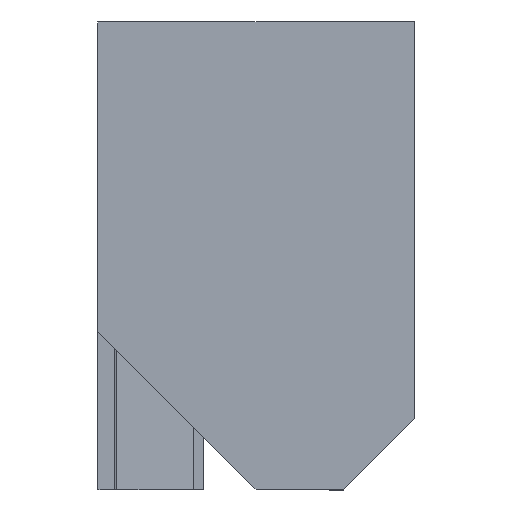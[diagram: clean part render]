
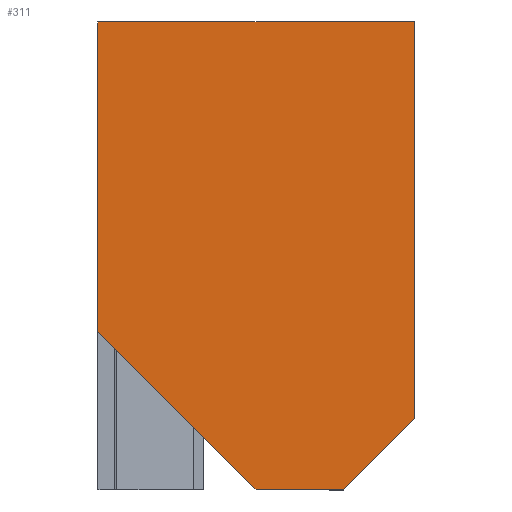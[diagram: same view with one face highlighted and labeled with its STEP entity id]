
A CAD part, front view. The second image highlights one B-rep face of the part: STEP entity #311.
In plain terms, the highlighted planar face has unit normal (0, -1, 0).
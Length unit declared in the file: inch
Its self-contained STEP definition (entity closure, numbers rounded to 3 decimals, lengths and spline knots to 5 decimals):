
#70 = VECTOR ( 'NONE', #1733, 39.37008 ) ;
#72 = CARTESIAN_POINT ( 'NONE',  ( 0., 0., 0.25 ) ) ;
#136 = VECTOR ( 'NONE', #2194, 39.37008 ) ;
#142 = ORIENTED_EDGE ( 'NONE', *, *, #1586, .F. ) ;
#162 = LINE ( 'NONE', #1894, #1401 ) ;
#169 = CARTESIAN_POINT ( 'NONE',  ( 0., 0., 0. ) ) ;
#217 = EDGE_CURVE ( 'NONE', #2082, #559, #2421, .T. ) ;
#311 = ADVANCED_FACE ( 'NONE', ( #1824 ), #2465, .F. ) ;
#318 = CARTESIAN_POINT ( 'NONE',  ( 1.75, 0., 0. ) ) ;
#348 = CARTESIAN_POINT ( 'NONE',  ( 1.125, 0., 0. ) ) ;
#369 = CARTESIAN_POINT ( 'NONE',  ( 2.25, 0., 3.33 ) ) ;
#395 = CARTESIAN_POINT ( 'NONE',  ( 0., 0., 1.13 ) ) ;
#517 = DIRECTION ( 'NONE',  ( 0., 1., 0. ) ) ;
#544 = DIRECTION ( 'NONE',  ( -0.706, 0., 0.709 ) ) ;
#559 = VERTEX_POINT ( 'NONE', #395 ) ;
#712 = ORIENTED_EDGE ( 'NONE', *, *, #2091, .F. ) ;
#861 = CARTESIAN_POINT ( 'NONE',  ( 0., 0., 3.33 ) ) ;
#867 = VERTEX_POINT ( 'NONE', #2580 ) ;
#1012 = ORIENTED_EDGE ( 'NONE', *, *, #1596, .F. ) ;
#1045 = DIRECTION ( 'NONE',  ( 1., 0., 0. ) ) ;
#1064 = CARTESIAN_POINT ( 'NONE',  ( 2.25, 0., 0.51 ) ) ;
#1099 = ORIENTED_EDGE ( 'NONE', *, *, #2478, .T. ) ;
#1103 = VERTEX_POINT ( 'NONE', #318 ) ;
#1259 = LINE ( 'NONE', #169, #1855 ) ;
#1302 = VERTEX_POINT ( 'NONE', #369 ) ;
#1401 = VECTOR ( 'NONE', #1503, 39.37008 ) ;
#1485 = LINE ( 'NONE', #2359, #70 ) ;
#1503 = DIRECTION ( 'NONE',  ( 0., 0., -1. ) ) ;
#1586 = EDGE_CURVE ( 'NONE', #1731, #1103, #1675, .T. ) ;
#1596 = EDGE_CURVE ( 'NONE', #1302, #1731, #162, .T. ) ;
#1675 = LINE ( 'NONE', #2603, #2406 ) ;
#1710 = DIRECTION ( 'NONE',  ( -0.7, 0., -0.714 ) ) ;
#1731 = VERTEX_POINT ( 'NONE', #1064 ) ;
#1733 = DIRECTION ( 'NONE',  ( 1., 0., 0. ) ) ;
#1742 = EDGE_LOOP ( 'NONE', ( #1099, #142, #1012, #712, #2774, #2350 ) ) ;
#1824 = FACE_OUTER_BOUND ( 'NONE', #1742, .T. ) ;
#1845 = LINE ( 'NONE', #348, #2344 ) ;
#1855 = VECTOR ( 'NONE', #1045, 39.37008 ) ;
#1894 = CARTESIAN_POINT ( 'NONE',  ( 2.25, 0., 0.25 ) ) ;
#1914 = CARTESIAN_POINT ( 'NONE',  ( 0., 0., 0.25 ) ) ;
#2082 = VERTEX_POINT ( 'NONE', #861 ) ;
#2091 = EDGE_CURVE ( 'NONE', #2082, #1302, #1485, .T. ) ;
#2194 = DIRECTION ( 'NONE',  ( 0., 0., -1. ) ) ;
#2344 = VECTOR ( 'NONE', #544, 39.37008 ) ;
#2350 = ORIENTED_EDGE ( 'NONE', *, *, #2620, .F. ) ;
#2359 = CARTESIAN_POINT ( 'NONE',  ( 0., 0., 3.33 ) ) ;
#2406 = VECTOR ( 'NONE', #1710, 39.37008 ) ;
#2421 = LINE ( 'NONE', #1914, #136 ) ;
#2465 = PLANE ( 'NONE',  #2821 ) ;
#2478 = EDGE_CURVE ( 'NONE', #867, #1103, #1259, .T. ) ;
#2580 = CARTESIAN_POINT ( 'NONE',  ( 1.125, 0., 0. ) ) ;
#2603 = CARTESIAN_POINT ( 'NONE',  ( 1.75, 0., 0. ) ) ;
#2620 = EDGE_CURVE ( 'NONE', #867, #559, #1845, .T. ) ;
#2657 = DIRECTION ( 'NONE',  ( 0., 0., 1. ) ) ;
#2774 = ORIENTED_EDGE ( 'NONE', *, *, #217, .T. ) ;
#2821 = AXIS2_PLACEMENT_3D ( 'NONE', #72, #517, #2657 ) ;
